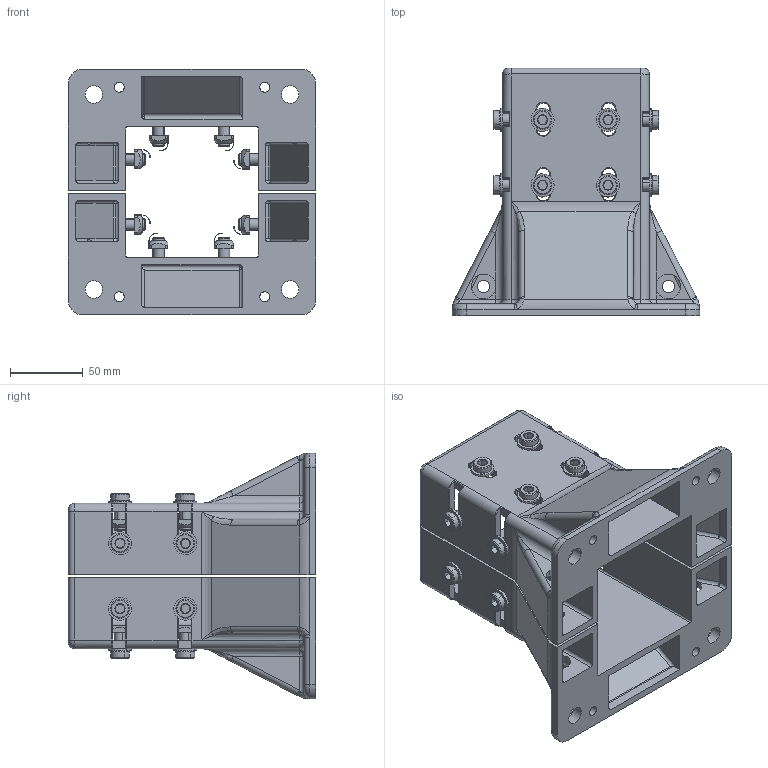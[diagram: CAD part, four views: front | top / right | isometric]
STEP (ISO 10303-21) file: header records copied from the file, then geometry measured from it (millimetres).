
FILE_DESCRIPTION (( 'STEP AP203' ), '1' );
FILE_NAME ('33-9090-1.STEP', '2022-02-08T21:56:33', ( '' ), ( '' ), 'SwSTEP 2.0', 'SolidWorks 2021', '' );
FILE_SCHEMA (( 'CONFIG_CONTROL_DESIGN' ));
Length unit declared in the file: millimetre
Products named in the file (5): 33-9090-1; 33-9090-0; STANDARD WASHER_M8SMW-0; M8 LOW-HEAD SOCKET CAP SCREW_M8X20LHSCS-0; SQUARE NUT POS FIX_M8S-PF
Assembly tree (49 placements, depth 2):
  33-9090-1
    33-9090-0
    STANDARD WASHER_M8SMW-0  x16
    M8 LOW-HEAD SOCKET CAP SCREW_M8X20LHSCS-0  x16
    SQUARE NUT POS FIX_M8S-PF  x16
Bounding box: 170 x 170 x 169 mm (x, y, z)
Volume: 572418.5 mm3; surface area: 244087.8 mm2
Topology: 50 solids, 50 shells, 1410 faces, 3474 edges, 2154 vertices
Faces by surface type: plane 530, cylinder 430, cone 304, torus 88, bspline 36, sphere 22
Entity records: 20676 total; most frequent: CARTESIAN_POINT 5957, DIRECTION 2897, ORIENTED_EDGE 2678, EDGE_CURVE 1339, AXIS2_PLACEMENT_3D 1150, VERTEX_POINT 804, CIRCLE 609, VECTOR 597
